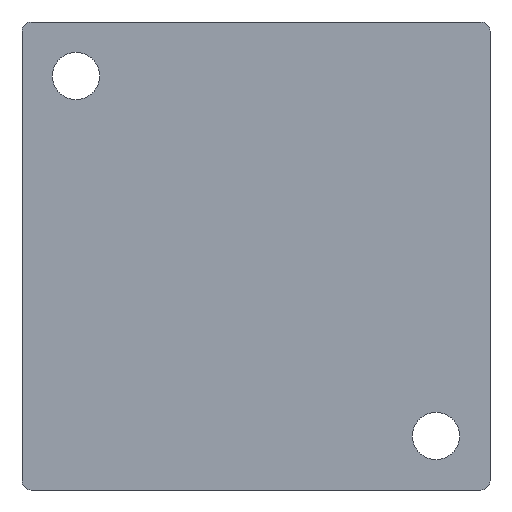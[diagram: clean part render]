
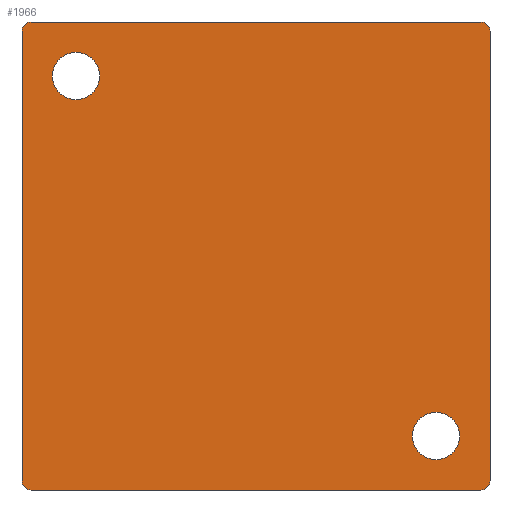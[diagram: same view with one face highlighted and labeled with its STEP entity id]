
A CAD part, front view. The second image highlights one B-rep face of the part: STEP entity #1966.
In plain terms, the highlighted planar face has unit normal (0, -1, 0).
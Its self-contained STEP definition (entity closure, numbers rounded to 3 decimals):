
#18 = DIRECTION ( 'NONE',  ( 0., 0., -1. ) ) ;
#23 = EDGE_LOOP ( 'NONE', ( #1667, #383 ) ) ;
#38 = CARTESIAN_POINT ( 'NONE',  ( 50., -77., 52. ) ) ;
#69 = CARTESIAN_POINT ( 'NONE',  ( 40., -77., -40. ) ) ;
#89 = VERTEX_POINT ( 'NONE', #662 ) ;
#96 = ORIENTED_EDGE ( 'NONE', *, *, #106, .F. ) ;
#106 = EDGE_CURVE ( 'NONE', #974, #687, #1845, .T. ) ;
#110 = CIRCLE ( 'NONE', #2134, 5.25 ) ;
#112 = CARTESIAN_POINT ( 'NONE',  ( -50., -77., -52. ) ) ;
#121 = CARTESIAN_POINT ( 'NONE',  ( -52., -77., 52. ) ) ;
#183 = DIRECTION ( 'NONE',  ( 0., -1., 0. ) ) ;
#251 = CARTESIAN_POINT ( 'NONE',  ( -50., -77., 50. ) ) ;
#255 = AXIS2_PLACEMENT_3D ( 'NONE', #349, #183, #337 ) ;
#274 = EDGE_CURVE ( 'NONE', #1430, #452, #1234, .T. ) ;
#305 = ORIENTED_EDGE ( 'NONE', *, *, #1938, .T. ) ;
#327 = EDGE_CURVE ( 'NONE', #687, #974, #1304, .T. ) ;
#332 = DIRECTION ( 'NONE',  ( -1., 0., 0. ) ) ;
#337 = DIRECTION ( 'NONE',  ( 0., 0., -1. ) ) ;
#349 = CARTESIAN_POINT ( 'NONE',  ( -40., -77., 40. ) ) ;
#353 = DIRECTION ( 'NONE',  ( 0., -1., 0. ) ) ;
#364 = EDGE_CURVE ( 'NONE', #1604, #1740, #420, .T. ) ;
#373 = CARTESIAN_POINT ( 'NONE',  ( -40., -77., 45.25 ) ) ;
#383 = ORIENTED_EDGE ( 'NONE', *, *, #825, .F. ) ;
#400 = CARTESIAN_POINT ( 'NONE',  ( 50., -77., -50. ) ) ;
#420 = CIRCLE ( 'NONE', #645, 2. ) ;
#432 = VERTEX_POINT ( 'NONE', #752 ) ;
#452 = VERTEX_POINT ( 'NONE', #38 ) ;
#552 = DIRECTION ( 'NONE',  ( 0., 0., -1. ) ) ;
#605 = DIRECTION ( 'NONE',  ( 0., -1., 0. ) ) ;
#613 = CARTESIAN_POINT ( 'NONE',  ( -50., -77., -50. ) ) ;
#630 = CARTESIAN_POINT ( 'NONE',  ( -50., -77., 52. ) ) ;
#631 = EDGE_CURVE ( 'NONE', #1040, #1696, #676, .T. ) ;
#641 = ORIENTED_EDGE ( 'NONE', *, *, #1389, .T. ) ;
#645 = AXIS2_PLACEMENT_3D ( 'NONE', #400, #1555, #552 ) ;
#650 = CARTESIAN_POINT ( 'NONE',  ( 40., -77., -40. ) ) ;
#651 = CARTESIAN_POINT ( 'NONE',  ( 52., -77., 52. ) ) ;
#652 = VERTEX_POINT ( 'NONE', #630 ) ;
#660 = ORIENTED_EDGE ( 'NONE', *, *, #1579, .T. ) ;
#662 = CARTESIAN_POINT ( 'NONE',  ( -40., -77., 34.75 ) ) ;
#675 = LINE ( 'NONE', #1009, #1657 ) ;
#676 = CIRCLE ( 'NONE', #1585, 2. ) ;
#683 = DIRECTION ( 'NONE',  ( 0., 0., -1. ) ) ;
#687 = VERTEX_POINT ( 'NONE', #1821 ) ;
#729 = DIRECTION ( 'NONE',  ( 0., -1., 0. ) ) ;
#752 = CARTESIAN_POINT ( 'NONE',  ( -52., -77., 50. ) ) ;
#759 = LINE ( 'NONE', #1226, #1421 ) ;
#773 = VECTOR ( 'NONE', #332, 1000. ) ;
#811 = FACE_BOUND ( 'NONE', #23, .T. ) ;
#825 = EDGE_CURVE ( 'NONE', #89, #858, #110, .T. ) ;
#831 = DIRECTION ( 'NONE',  ( 0., -1., 0. ) ) ;
#858 = VERTEX_POINT ( 'NONE', #373 ) ;
#863 = DIRECTION ( 'NONE',  ( 0., -1., 0. ) ) ;
#865 = VECTOR ( 'NONE', #866, 1000. ) ;
#866 = DIRECTION ( 'NONE',  ( 0., 0., 1. ) ) ;
#871 = DIRECTION ( 'NONE',  ( 0., 0., -1. ) ) ;
#957 = AXIS2_PLACEMENT_3D ( 'NONE', #251, #1255, #1914 ) ;
#974 = VERTEX_POINT ( 'NONE', #1566 ) ;
#991 = CIRCLE ( 'NONE', #255, 5.25 ) ;
#1007 = ORIENTED_EDGE ( 'NONE', *, *, #364, .T. ) ;
#1008 = DIRECTION ( 'NONE',  ( 0., 0., -1. ) ) ;
#1009 = CARTESIAN_POINT ( 'NONE',  ( -52., -77., 52. ) ) ;
#1012 = ORIENTED_EDGE ( 'NONE', *, *, #631, .T. ) ;
#1032 = AXIS2_PLACEMENT_3D ( 'NONE', #1675, #1843, #1008 ) ;
#1039 = CIRCLE ( 'NONE', #957, 2. ) ;
#1040 = VERTEX_POINT ( 'NONE', #1087 ) ;
#1044 = CARTESIAN_POINT ( 'NONE',  ( 52., -77., 50. ) ) ;
#1087 = CARTESIAN_POINT ( 'NONE',  ( -52., -77., -50. ) ) ;
#1123 = EDGE_LOOP ( 'NONE', ( #96, #1733 ) ) ;
#1144 = ORIENTED_EDGE ( 'NONE', *, *, #1435, .T. ) ;
#1198 = CARTESIAN_POINT ( 'NONE',  ( 0., -77., 0. ) ) ;
#1226 = CARTESIAN_POINT ( 'NONE',  ( -52., -77., -52. ) ) ;
#1234 = CIRCLE ( 'NONE', #1032, 2. ) ;
#1240 = EDGE_CURVE ( 'NONE', #652, #432, #1039, .T. ) ;
#1255 = DIRECTION ( 'NONE',  ( 0., -1., 0. ) ) ;
#1304 = CIRCLE ( 'NONE', #1724, 5.25 ) ;
#1389 = EDGE_CURVE ( 'NONE', #452, #652, #1530, .T. ) ;
#1416 = FACE_BOUND ( 'NONE', #1123, .T. ) ;
#1421 = VECTOR ( 'NONE', #1540, 1000. ) ;
#1430 = VERTEX_POINT ( 'NONE', #1044 ) ;
#1435 = EDGE_CURVE ( 'NONE', #1740, #1430, #1950, .T. ) ;
#1474 = EDGE_CURVE ( 'NONE', #858, #89, #991, .T. ) ;
#1527 = CARTESIAN_POINT ( 'NONE',  ( -40., -77., 40. ) ) ;
#1530 = LINE ( 'NONE', #121, #773 ) ;
#1540 = DIRECTION ( 'NONE',  ( 1., 0., 0. ) ) ;
#1555 = DIRECTION ( 'NONE',  ( 0., -1., 0. ) ) ;
#1566 = CARTESIAN_POINT ( 'NONE',  ( 40., -77., -34.75 ) ) ;
#1579 = EDGE_CURVE ( 'NONE', #1696, #1604, #759, .T. ) ;
#1585 = AXIS2_PLACEMENT_3D ( 'NONE', #613, #605, #1959 ) ;
#1604 = VERTEX_POINT ( 'NONE', #1717 ) ;
#1650 = ORIENTED_EDGE ( 'NONE', *, *, #274, .T. ) ;
#1657 = VECTOR ( 'NONE', #18, 1000. ) ;
#1667 = ORIENTED_EDGE ( 'NONE', *, *, #1474, .F. ) ;
#1675 = CARTESIAN_POINT ( 'NONE',  ( 50., -77., 50. ) ) ;
#1690 = PLANE ( 'NONE',  #2087 ) ;
#1696 = VERTEX_POINT ( 'NONE', #112 ) ;
#1717 = CARTESIAN_POINT ( 'NONE',  ( 50., -77., -52. ) ) ;
#1724 = AXIS2_PLACEMENT_3D ( 'NONE', #69, #729, #2034 ) ;
#1733 = ORIENTED_EDGE ( 'NONE', *, *, #327, .F. ) ;
#1740 = VERTEX_POINT ( 'NONE', #1798 ) ;
#1791 = FACE_OUTER_BOUND ( 'NONE', #1884, .T. ) ;
#1798 = CARTESIAN_POINT ( 'NONE',  ( 52., -77., -50. ) ) ;
#1821 = CARTESIAN_POINT ( 'NONE',  ( 40., -77., -45.25 ) ) ;
#1843 = DIRECTION ( 'NONE',  ( 0., -1., 0. ) ) ;
#1845 = CIRCLE ( 'NONE', #2110, 5.25 ) ;
#1884 = EDGE_LOOP ( 'NONE', ( #641, #2119, #305, #1012, #660, #1007, #1144, #1650 ) ) ;
#1914 = DIRECTION ( 'NONE',  ( 0., 0., -1. ) ) ;
#1938 = EDGE_CURVE ( 'NONE', #432, #1040, #675, .T. ) ;
#1950 = LINE ( 'NONE', #651, #865 ) ;
#1959 = DIRECTION ( 'NONE',  ( 0., 0., -1. ) ) ;
#1966 = ADVANCED_FACE ( 'NONE', ( #811, #1791, #1416 ), #1690, .T. ) ;
#1982 = DIRECTION ( 'NONE',  ( 0., 0., -1. ) ) ;
#2034 = DIRECTION ( 'NONE',  ( 0., 0., -1. ) ) ;
#2087 = AXIS2_PLACEMENT_3D ( 'NONE', #1198, #863, #871 ) ;
#2110 = AXIS2_PLACEMENT_3D ( 'NONE', #650, #831, #1982 ) ;
#2119 = ORIENTED_EDGE ( 'NONE', *, *, #1240, .T. ) ;
#2134 = AXIS2_PLACEMENT_3D ( 'NONE', #1527, #353, #683 ) ;
